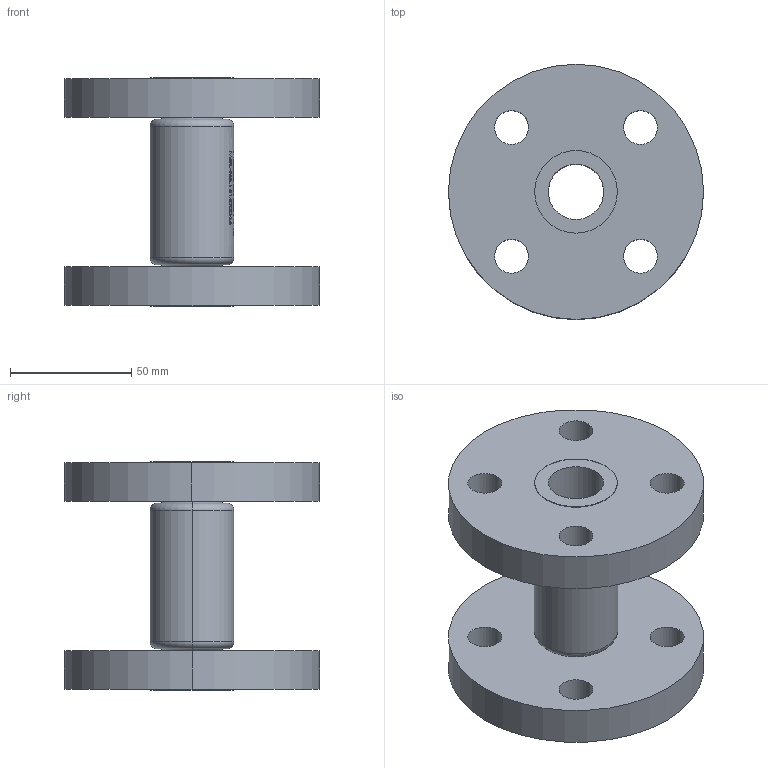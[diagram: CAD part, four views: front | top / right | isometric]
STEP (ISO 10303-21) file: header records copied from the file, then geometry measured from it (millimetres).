
FILE_DESCRIPTION (( 'STEP AP214' ), '1' );
FILE_NAME ('7150000_DN020_PN10_51522044.STEP', '2022-02-02T06:49:53', ( 'axxx' ), ( 'Hewlett-Packard Company' ), 'SwSTEP 2.0', 'SolidWorks 2019', '' );
FILE_SCHEMA (( 'AUTOMOTIVE_DESIGN' ));
Length unit declared in the file: millimetre
Products named in the file (1): 7150000_DN020_PN10_51522044
Bounding box: 105 x 105 x 94 mm (x, y, z)
Volume: 275676.3 mm3; surface area: 62366.2 mm2
Topology: 1 solids, 1 shells, 527 faces, 1364 edges, 908 vertices
Faces by surface type: plane 262, bspline 208, cylinder 49, torus 8
Entity records: 27856 total; most frequent: CARTESIAN_POINT 16306, ORIENTED_EDGE 2728, DIRECTION 1688, EDGE_CURVE 1364, VERTEX_POINT 908, LINE 758, VECTOR 758, EDGE_LOOP 614
